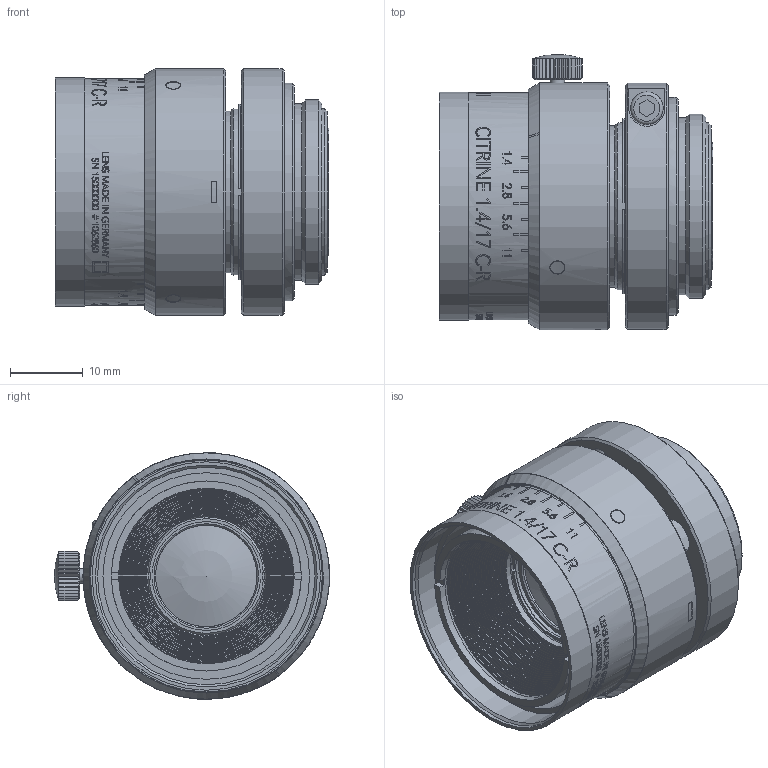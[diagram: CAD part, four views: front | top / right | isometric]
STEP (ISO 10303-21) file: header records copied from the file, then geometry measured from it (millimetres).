
FILE_DESCRIPTION(/* description */ (''),/* implementation_level */ '2;1');
FILE_NAME(/* name */ '1062860_00165450_001.stp',/* time_stamp */ '2021-10-15T12:55:48+02:00',/* author */ (''),/* organization */ (''),/* preprocessor_version */ 'ST-DEVELOPER v16',/* originating_system */ 'SIEMENS PLM Software NX 10.0',/* authorisation */ '');
FILE_SCHEMA (('AP203_CONFIGURATION_CONTROLLED_3D_DESIGN_OF_MECHANICAL_PARTS_AND_ASSEMBLIES_MIM_LF { 1 0 10303 403 2 1 2}'));
Length unit declared in the file: millimetre
Products named in the file (1): Froe4488FA0B0cjo
Bounding box: 37.75 x 37.94 x 34 mm (x, y, z)
Volume: 20225.1 mm3; surface area: 14060 mm2
Topology: 1 solids, 8 shells, 678 faces, 2124 edges, 1599 vertices
Faces by surface type: plane 257, cylinder 256, cone 129, bspline 25, torus 8, sphere 3
Full cylindrical faces by diameter (mm): 1 x2, 1.1 x1, 1.7 x3, 1.9 x3, 2 x1, 2.05 x3, 2.5 x1, 2.7 x3, 13.6 x1, 14 x1, 15.5 x1, 16.6 x1, 17.345 x1, 17.36 x1, 18.1 x2, 18.3 x1, 20 x2, 22.3 x1, 22.5 x1, 23 x3, 24.2 x1, 24.4 x1, 25.135 x1, 25.4 x1, 26.2 x1, 27.392 x1, 28.5 x1, 30 x2, 30.6 x1, 31.3 x2
Entity records: 26300 total; most frequent: CARTESIAN_POINT 9160, ORIENTED_EDGE 3801, DIRECTION 2807, EDGE_CURVE 1920, VERTEX_POINT 1576, AXIS2_PLACEMENT_3D 1172, EDGE_LOOP 1035, B_SPLINE_CURVE_WITH_KNOTS 901
